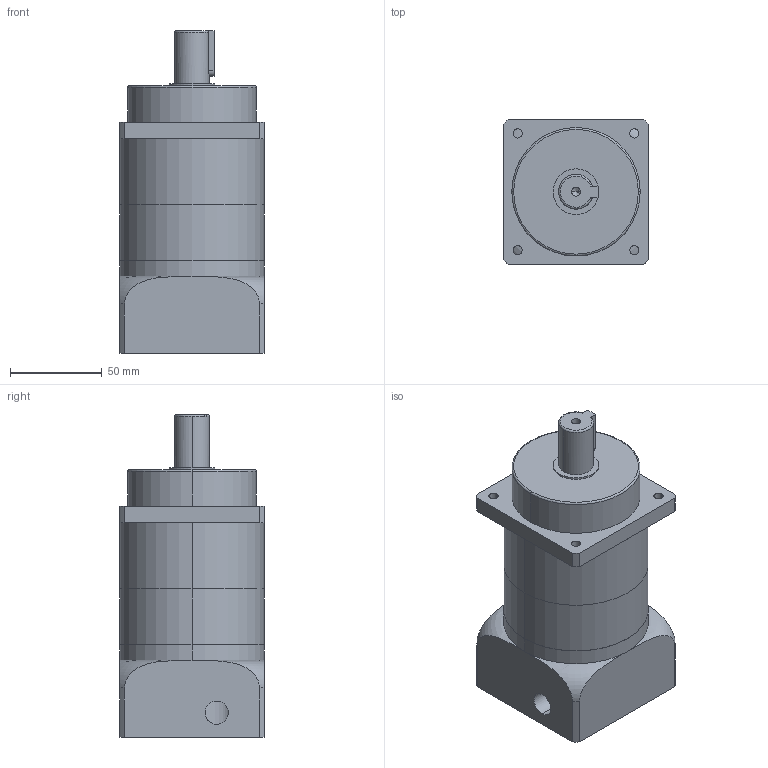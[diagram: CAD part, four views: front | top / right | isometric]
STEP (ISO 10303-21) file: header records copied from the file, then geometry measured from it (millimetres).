
FILE_DESCRIPTION (( 'STEP AP214' ), '1' );
FILE_NAME ('DN080-L2-XX-19-70-90-M6_2019.STEP', '2019-03-13T11:42:52', ( 'Y' ), ( 'NCU' ), 'SwSTEP 2.0', 'SolidWorks 2016', '' );
FILE_SCHEMA (( 'AUTOMOTIVE_DESIGN' ));
Length unit declared in the file: millimetre
Products named in the file (1): DN080-L2-XX-19-70-90-M6_2019
Bounding box: 79 x 79 x 176 mm (x, y, z)
Volume: 695664.6 mm3; surface area: 104901.4 mm2
Topology: 5 solids, 5 shells, 177 faces, 420 edges, 266 vertices
Faces by surface type: cylinder 81, plane 71, cone 18, torus 7
Entity records: 6236 total; most frequent: CARTESIAN_POINT 1323, DIRECTION 929, ORIENTED_EDGE 820, EDGE_CURVE 410, AXIS2_PLACEMENT_3D 357, VERTEX_POINT 266, VECTOR 215, LINE 215
